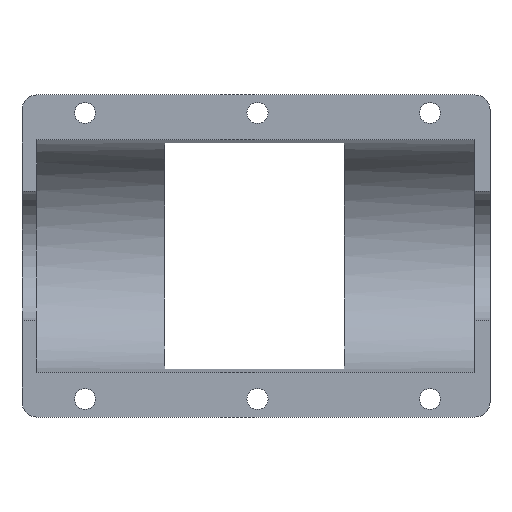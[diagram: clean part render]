
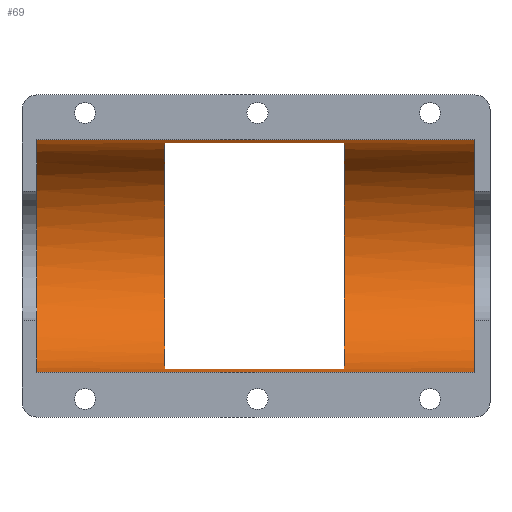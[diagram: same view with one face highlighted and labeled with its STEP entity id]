
A CAD part, top view. The second image highlights one B-rep face of the part: STEP entity #69.
In plain terms, the highlighted cylindrical face has radius 19.5 mm (diameter 39 mm), a partial arc.
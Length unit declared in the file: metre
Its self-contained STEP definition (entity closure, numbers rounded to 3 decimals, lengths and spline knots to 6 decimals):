
#69 = ADVANCED_FACE( '', ( #161, #162 ), #163, .F. );
#161 = FACE_BOUND( '', #292, .T. );
#162 = FACE_OUTER_BOUND( '', #293, .T. );
#163 = CYLINDRICAL_SURFACE( '', #294, 0.0195 );
#292 = EDGE_LOOP( '', ( #449, #450, #451, #452 ) );
#293 = EDGE_LOOP( '', ( #453, #454, #455, #456 ) );
#294 = AXIS2_PLACEMENT_3D( '', #457, #458, #459 );
#449 = ORIENTED_EDGE( '', *, *, #709, .F. );
#450 = ORIENTED_EDGE( '', *, *, #710, .F. );
#451 = ORIENTED_EDGE( '', *, *, #711, .F. );
#452 = ORIENTED_EDGE( '', *, *, #712, .F. );
#453 = ORIENTED_EDGE( '', *, *, #713, .F. );
#454 = ORIENTED_EDGE( '', *, *, #686, .F. );
#455 = ORIENTED_EDGE( '', *, *, #714, .T. );
#456 = ORIENTED_EDGE( '', *, *, #715, .T. );
#457 = CARTESIAN_POINT( '', ( 0.075, 0., -0.0025 ) );
#458 = DIRECTION( '', ( 1., 0., 0. ) );
#459 = DIRECTION( '', ( 0., 0., 1. ) );
#686 = EDGE_CURVE( '', #807, #809, #810, .T. );
#709 = EDGE_CURVE( '', #847, #848, #849, .T. );
#710 = EDGE_CURVE( '', #850, #847, #851, .F. );
#711 = EDGE_CURVE( '', #852, #850, #853, .T. );
#712 = EDGE_CURVE( '', #848, #852, #854, .T. );
#713 = EDGE_CURVE( '', #809, #855, #856, .T. );
#714 = EDGE_CURVE( '', #807, #857, #858, .T. );
#715 = EDGE_CURVE( '', #857, #855, #859, .T. );
#807 = VERTEX_POINT( '', #982 );
#809 = VERTEX_POINT( '', #985 );
#810 = LINE( '', #986, #987 );
#847 = VERTEX_POINT( '', #1033 );
#848 = VERTEX_POINT( '', #1034 );
#849 = CIRCLE( '', #1035, 0.0195 );
#850 = VERTEX_POINT( '', #1036 );
#851 = LINE( '', #1037, #1038 );
#852 = VERTEX_POINT( '', #1039 );
#853 = CIRCLE( '', #1040, 0.0195 );
#854 = LINE( '', #1041, #1042 );
#855 = VERTEX_POINT( '', #1043 );
#856 = CIRCLE( '', #1044, 0.0195 );
#857 = VERTEX_POINT( '', #1045 );
#858 = CIRCLE( '', #1046, 0.0195 );
#859 = LINE( '', #1047, #1048 );
#982 = CARTESIAN_POINT( '', ( 0.0755, -0.019342, -0.00498 ) );
#985 = CARTESIAN_POINT( '', ( 0.0025, -0.019342, -0.00498 ) );
#986 = CARTESIAN_POINT( '', ( 0.075, -0.019342, -0.00498 ) );
#987 = VECTOR( '', #1189, 1. );
#1033 = CARTESIAN_POINT( '', ( 0.05375, -0.018853, -0.00748 ) );
#1034 = CARTESIAN_POINT( '', ( 0.05375, 0.018853, -0.00748 ) );
#1035 = AXIS2_PLACEMENT_3D( '', #1220, #1221, #1222 );
#1036 = CARTESIAN_POINT( '', ( 0.02375, -0.018853, -0.00748 ) );
#1037 = CARTESIAN_POINT( '', ( 0.075, -0.018853, -0.00748 ) );
#1038 = VECTOR( '', #1223, 1. );
#1039 = CARTESIAN_POINT( '', ( 0.02375, 0.018853, -0.00748 ) );
#1040 = AXIS2_PLACEMENT_3D( '', #1224, #1225, #1226 );
#1041 = CARTESIAN_POINT( '', ( 0.075, 0.018853, -0.00748 ) );
#1042 = VECTOR( '', #1227, 1. );
#1043 = CARTESIAN_POINT( '', ( 0.0025, 0.019342, -0.00498 ) );
#1044 = AXIS2_PLACEMENT_3D( '', #1228, #1229, #1230 );
#1045 = CARTESIAN_POINT( '', ( 0.0755, 0.019342, -0.00498 ) );
#1046 = AXIS2_PLACEMENT_3D( '', #1231, #1232, #1233 );
#1047 = CARTESIAN_POINT( '', ( 0.075, 0.019342, -0.00498 ) );
#1048 = VECTOR( '', #1234, 1. );
#1189 = DIRECTION( '', ( -1., 0., 0. ) );
#1220 = CARTESIAN_POINT( '', ( 0.05375, 0., -0.0025 ) );
#1221 = DIRECTION( '', ( 1., 0., 0. ) );
#1222 = DIRECTION( '', ( 0., 0., -1. ) );
#1223 = DIRECTION( '', ( -1., 0., 0. ) );
#1224 = CARTESIAN_POINT( '', ( 0.02375, 0., -0.0025 ) );
#1225 = DIRECTION( '', ( -1., 0., 0. ) );
#1226 = DIRECTION( '', ( 0., 0., 1. ) );
#1227 = DIRECTION( '', ( -1., 0., 0. ) );
#1228 = CARTESIAN_POINT( '', ( 0.0025, 0., -0.0025 ) );
#1229 = DIRECTION( '', ( 1., 0., 0. ) );
#1230 = DIRECTION( '', ( 0., 1., 0. ) );
#1231 = CARTESIAN_POINT( '', ( 0.0755, 0., -0.0025 ) );
#1232 = DIRECTION( '', ( 1., 0., 0. ) );
#1233 = DIRECTION( '', ( 0., 1., 0. ) );
#1234 = DIRECTION( '', ( -1., 0., 0. ) );
